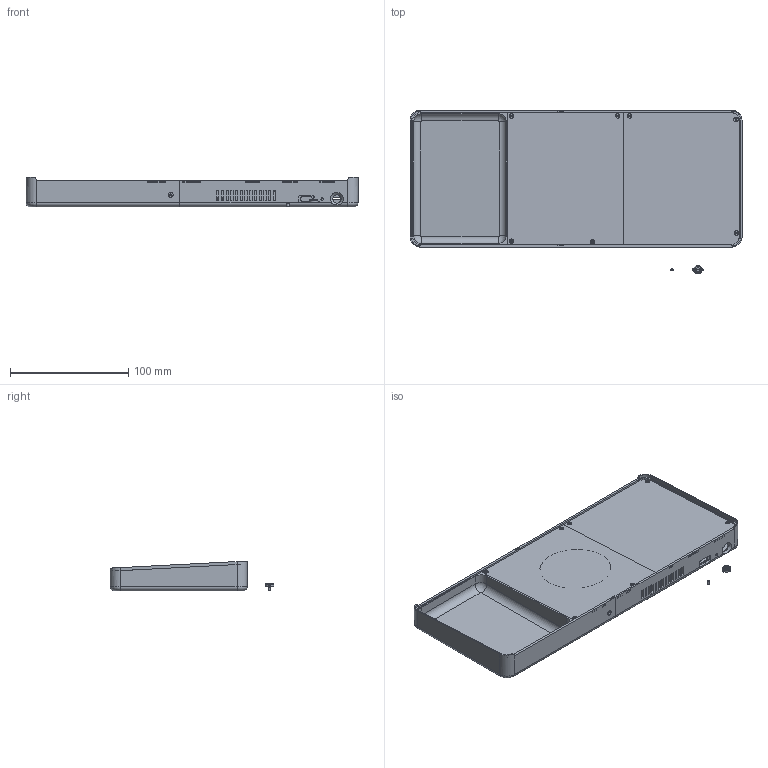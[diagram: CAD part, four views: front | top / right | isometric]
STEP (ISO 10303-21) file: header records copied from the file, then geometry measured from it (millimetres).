
FILE_DESCRIPTION(('HOOPS Exchange Step'),'2;1');
FILE_NAME('temp_export','2025-06-15T15:30:37-07:00',('mobile'),('Shapr3D Limited'),'HOOPS Exchange 2024.8','Shapr3D','Authorized');
FILE_SCHEMA( ('AP242_MANAGED_MODEL_BASED_3D_ENGINEERING_MIM_LF {1 0 10303 442 1 1 4}') );
Length unit declared in the file: millimetre
Products named in the file (4): Power button; standard; Bento; root
Assembly tree (3 placements, depth 3):
  root
    Bento
      Power button
      standard
Bounding box: 280.9 x 138.63 x 25.27 mm (x, y, z)
Volume: 169025.3 mm3; surface area: 149344.3 mm2
Topology: 6 solids, 6 shells, 513 faces, 1357 edges, 903 vertices
Faces by surface type: plane 323, cylinder 155, torus 34, cone 1
Full cylindrical faces by diameter (mm): 1.3 x8, 1.4 x12, 1.5 x10, 2 x2, 2.4 x1, 3.5 x1, 3.7 x7, 4 x4, 4.15 x4, 7 x1, 60 x1
Entity records: 19880 total; most frequent: CARTESIAN_POINT 6487, DIRECTION 2725, ORIENTED_EDGE 2714, EDGE_CURVE 1357, VECTOR 929, LINE 929, VERTEX_POINT 903, AXIS2_PLACEMENT_3D 898
